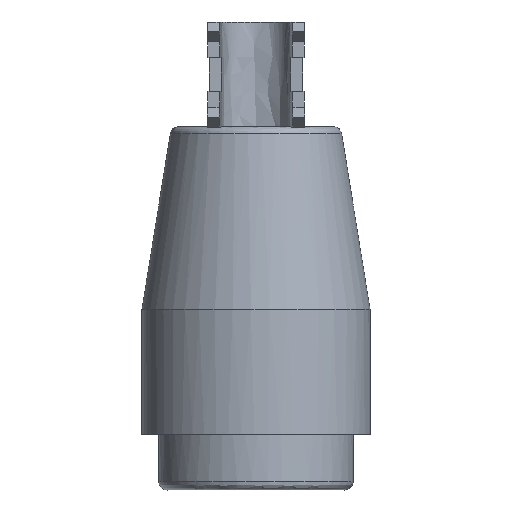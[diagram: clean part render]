
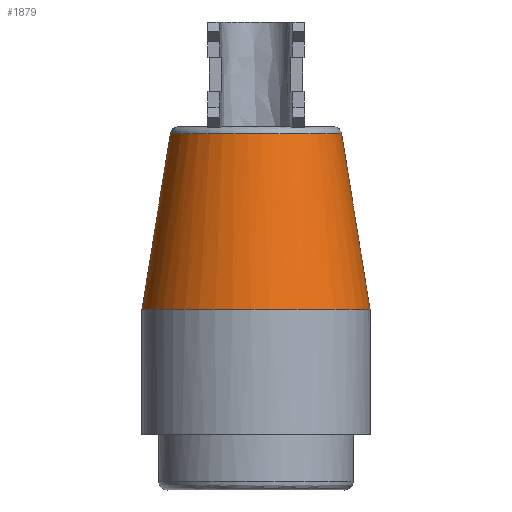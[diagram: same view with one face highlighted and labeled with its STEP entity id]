
A CAD part, front view. The second image highlights one B-rep face of the part: STEP entity #1879.
In plain terms, the highlighted free-form (B-spline) face has degree [1, 3] with [2, 4] control points.
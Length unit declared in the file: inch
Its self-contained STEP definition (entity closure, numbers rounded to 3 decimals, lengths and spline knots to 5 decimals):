
#24 = CARTESIAN_POINT ( 'NONE',  ( 0.26575, 0., 0.42126 ) ) ;
#87 = ORIENTED_EDGE ( 'NONE', *, *, #1826, .F. ) ;
#132 = CARTESIAN_POINT ( 'NONE',  ( -0.26575, 0., 0.42126 ) ) ;
#151 = VERTEX_POINT ( 'NONE', #1077 ) ;
#152 = CARTESIAN_POINT ( 'NONE',  ( 0.19953, 0., 0.82992 ) ) ;
#216 = CARTESIAN_POINT ( 'NONE',  ( -0.26575, -0.5315, 0.42126 ) ) ;
#255 =( BOUNDED_CURVE ( )  B_SPLINE_CURVE ( 3, ( #1877, #1253, #216, #631 ),
 .UNSPECIFIED., .F., .F. ) 
 B_SPLINE_CURVE_WITH_KNOTS ( ( 4, 4 ),
 ( 0., 3.14159 ),
 .UNSPECIFIED. ) 
 CURVE ( )  GEOMETRIC_REPRESENTATION_ITEM ( )  RATIONAL_B_SPLINE_CURVE ( ( 1., 0.333, 0.333, 1. ) ) 
 REPRESENTATION_ITEM ( '' )  );
#454 = CARTESIAN_POINT ( 'NONE',  ( -0.19953, 0., 0.82992 ) ) ;
#514 = ORIENTED_EDGE ( 'NONE', *, *, #2554, .F. ) ;
#631 = CARTESIAN_POINT ( 'NONE',  ( -0.26575, 0., 0.42126 ) ) ;
#653 = CARTESIAN_POINT ( 'NONE',  ( -0.26575, -0.5315, 0.42126 ) ) ;
#670 = CARTESIAN_POINT ( 'NONE',  ( 0.26575, -0.5315, 0.42126 ) ) ;
#803 = EDGE_CURVE ( 'NONE', #151, #1694, #1291, .T. ) ;
#929 = EDGE_LOOP ( 'NONE', ( #1494, #1814, #87, #514 ) ) ;
#1004 = EDGE_CURVE ( 'NONE', #1747, #151, #1737, .T. ) ;
#1062 = CARTESIAN_POINT ( 'NONE',  ( -0.19953, 0., 0.82992 ) ) ;
#1071 = CARTESIAN_POINT ( 'NONE',  ( 0.26575, 0., 0.42126 ) ) ;
#1077 = CARTESIAN_POINT ( 'NONE',  ( -0.19953, 0., 0.82992 ) ) ;
#1085 = CARTESIAN_POINT ( 'NONE',  ( 0.19953, 0., 0.82992 ) ) ;
#1096 = CARTESIAN_POINT ( 'NONE',  ( 0.26575, 0., 0.42126 ) ) ;
#1211 =( BOUNDED_SURFACE ( )  B_SPLINE_SURFACE ( 1, 3, ( 
 ( #1473, #2539, #1296, #1062 ),
 ( #1071, #670, #653, #1276 ) ),
 .UNSPECIFIED., .F., .F., .F. ) 
 B_SPLINE_SURFACE_WITH_KNOTS ( ( 2, 2 ),
 ( 4, 4 ),
 ( 0., 1. ),
 ( 0., 1. ),
 .UNSPECIFIED. ) 
 GEOMETRIC_REPRESENTATION_ITEM ( )  RATIONAL_B_SPLINE_SURFACE ( (
 ( 1., 0.333, 0.333, 1.),
 ( 1., 0.333, 0.333, 1.) ) ) 
 REPRESENTATION_ITEM ( '' )  SURFACE ( )  );
#1253 = CARTESIAN_POINT ( 'NONE',  ( 0.26575, -0.5315, 0.42126 ) ) ;
#1276 = CARTESIAN_POINT ( 'NONE',  ( -0.26575, 0., 0.42126 ) ) ;
#1291 =( BOUNDED_CURVE ( )  B_SPLINE_CURVE ( 3, ( #1370, #1792, #1587, #152 ),
 .UNSPECIFIED., .F., .F. ) 
 B_SPLINE_CURVE_WITH_KNOTS ( ( 4, 4 ),
 ( 0., 3.14159 ),
 .UNSPECIFIED. ) 
 CURVE ( )  GEOMETRIC_REPRESENTATION_ITEM ( )  RATIONAL_B_SPLINE_CURVE ( ( 0.961, 0.32, 0.32, 0.961 ) ) 
 REPRESENTATION_ITEM ( '' )  );
#1296 = CARTESIAN_POINT ( 'NONE',  ( -0.19953, -0.39906, 0.82992 ) ) ;
#1370 = CARTESIAN_POINT ( 'NONE',  ( -0.19953, 0., 0.82992 ) ) ;
#1473 = CARTESIAN_POINT ( 'NONE',  ( 0.19953, 0., 0.82992 ) ) ;
#1494 = ORIENTED_EDGE ( 'NONE', *, *, #803, .F. ) ;
#1507 = CARTESIAN_POINT ( 'NONE',  ( -0.26575, 0., 0.42126 ) ) ;
#1587 = CARTESIAN_POINT ( 'NONE',  ( 0.19953, -0.39906, 0.82992 ) ) ;
#1694 = VERTEX_POINT ( 'NONE', #2081 ) ;
#1737 = B_SPLINE_CURVE_WITH_KNOTS ( 'NONE', 1,
 ( #1507, #454 ),
 .UNSPECIFIED., .F., .F.,
 ( 2, 2 ),
 ( 0., 1. ),
 .UNSPECIFIED. ) ;
#1747 = VERTEX_POINT ( 'NONE', #132 ) ;
#1792 = CARTESIAN_POINT ( 'NONE',  ( -0.19953, -0.39906, 0.82992 ) ) ;
#1814 = ORIENTED_EDGE ( 'NONE', *, *, #1004, .F. ) ;
#1826 = EDGE_CURVE ( 'NONE', #2033, #1747, #255, .T. ) ;
#1835 = FACE_OUTER_BOUND ( 'NONE', #929, .T. ) ;
#1877 = CARTESIAN_POINT ( 'NONE',  ( 0.26575, 0., 0.42126 ) ) ;
#1879 = ADVANCED_FACE ( 'NONE', ( #1835 ), #1211, .F. ) ;
#2033 = VERTEX_POINT ( 'NONE', #24 ) ;
#2081 = CARTESIAN_POINT ( 'NONE',  ( 0.19953, 0., 0.82992 ) ) ;
#2355 = B_SPLINE_CURVE_WITH_KNOTS ( 'NONE', 1,
 ( #1085, #1096 ),
 .UNSPECIFIED., .F., .F.,
 ( 2, 2 ),
 ( 0., 1. ),
 .UNSPECIFIED. ) ;
#2539 = CARTESIAN_POINT ( 'NONE',  ( 0.19953, -0.39906, 0.82992 ) ) ;
#2554 = EDGE_CURVE ( 'NONE', #1694, #2033, #2355, .T. ) ;
